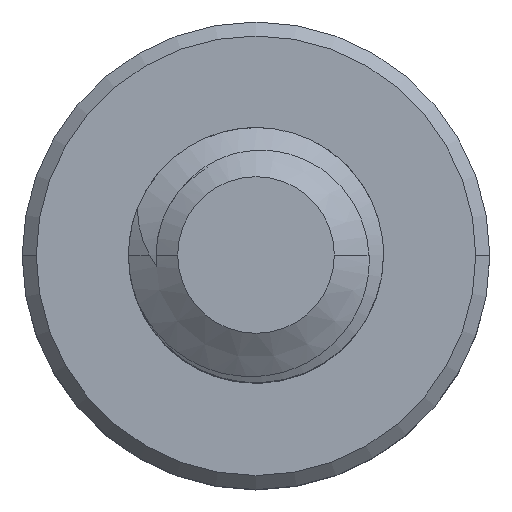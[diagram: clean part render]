
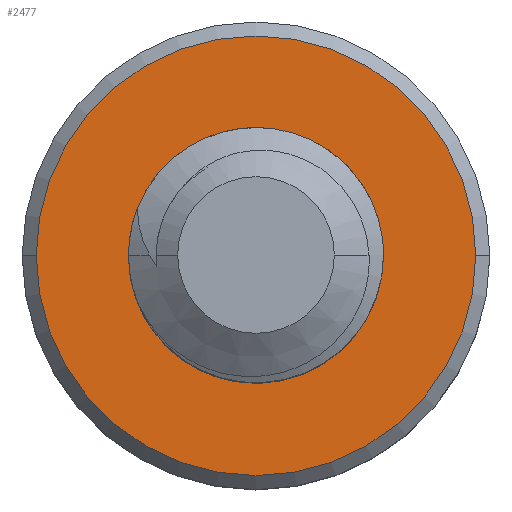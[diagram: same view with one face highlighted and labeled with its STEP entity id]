
A CAD part, top view. The second image highlights one B-rep face of the part: STEP entity #2477.
In plain terms, the highlighted planar face has unit normal (0, 0, 1).
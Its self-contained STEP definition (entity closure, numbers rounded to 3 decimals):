
#23 = DIRECTION ( 'NONE',  ( 1., 0., 0. ) ) ;
#36 = DIRECTION ( 'NONE',  ( 0., 0., 1. ) ) ;
#41 = CARTESIAN_POINT ( 'NONE',  ( 0., 0., -5. ) ) ;
#134 = CARTESIAN_POINT ( 'NONE',  ( 0., 0., -5. ) ) ;
#162 = ORIENTED_EDGE ( 'NONE', *, *, #756, .T. ) ;
#222 = CIRCLE ( 'NONE', #2387, 1.5 ) ;
#359 = PLANE ( 'NONE',  #1991 ) ;
#399 = DIRECTION ( 'NONE',  ( -1., 0., 0. ) ) ;
#424 = VERTEX_POINT ( 'NONE', #1743 ) ;
#466 = EDGE_CURVE ( 'NONE', #2038, #2922, #222, .T. ) ;
#552 = DIRECTION ( 'NONE',  ( 0., 0., 1. ) ) ;
#561 = CIRCLE ( 'NONE', #687, 2.585 ) ;
#607 = CARTESIAN_POINT ( 'NONE',  ( 0., 0., -5. ) ) ;
#615 = EDGE_CURVE ( 'NONE', #2922, #2038, #2062, .T. ) ;
#687 = AXIS2_PLACEMENT_3D ( 'NONE', #134, #1918, #399 ) ;
#756 = EDGE_CURVE ( 'NONE', #424, #1025, #2480, .T. ) ;
#796 = EDGE_LOOP ( 'NONE', ( #1487, #162 ) ) ;
#1025 = VERTEX_POINT ( 'NONE', #2275 ) ;
#1065 = ORIENTED_EDGE ( 'NONE', *, *, #615, .F. ) ;
#1472 = DIRECTION ( 'NONE',  ( 1., 0., 0. ) ) ;
#1487 = ORIENTED_EDGE ( 'NONE', *, *, #2639, .T. ) ;
#1525 = DIRECTION ( 'NONE',  ( 0., 0., 1. ) ) ;
#1545 = CARTESIAN_POINT ( 'NONE',  ( 0., 0., -5. ) ) ;
#1666 = FACE_OUTER_BOUND ( 'NONE', #796, .T. ) ;
#1720 = AXIS2_PLACEMENT_3D ( 'NONE', #41, #36, #23 ) ;
#1743 = CARTESIAN_POINT ( 'NONE',  ( 2.585, 0., -5. ) ) ;
#1788 = CARTESIAN_POINT ( 'NONE',  ( 0., 0., -5. ) ) ;
#1810 = CARTESIAN_POINT ( 'NONE',  ( 1.5, 0., -5. ) ) ;
#1826 = FACE_BOUND ( 'NONE', #2284, .T. ) ;
#1918 = DIRECTION ( 'NONE',  ( 0., 0., 1. ) ) ;
#1943 = AXIS2_PLACEMENT_3D ( 'NONE', #1788, #552, #3210 ) ;
#1991 = AXIS2_PLACEMENT_3D ( 'NONE', #607, #2364, #2615 ) ;
#2038 = VERTEX_POINT ( 'NONE', #2767 ) ;
#2062 = CIRCLE ( 'NONE', #1720, 1.5 ) ;
#2169 = ORIENTED_EDGE ( 'NONE', *, *, #466, .F. ) ;
#2275 = CARTESIAN_POINT ( 'NONE',  ( -2.585, 0., -5. ) ) ;
#2284 = EDGE_LOOP ( 'NONE', ( #1065, #2169 ) ) ;
#2364 = DIRECTION ( 'NONE',  ( 0., 0., -1. ) ) ;
#2387 = AXIS2_PLACEMENT_3D ( 'NONE', #1545, #1525, #1472 ) ;
#2477 = ADVANCED_FACE ( 'NONE', ( #1666, #1826 ), #359, .F. ) ;
#2480 = CIRCLE ( 'NONE', #1943, 2.585 ) ;
#2615 = DIRECTION ( 'NONE',  ( -1., 0., 0. ) ) ;
#2639 = EDGE_CURVE ( 'NONE', #1025, #424, #561, .T. ) ;
#2767 = CARTESIAN_POINT ( 'NONE',  ( -1.5, 0., -5. ) ) ;
#2922 = VERTEX_POINT ( 'NONE', #1810 ) ;
#3210 = DIRECTION ( 'NONE',  ( -1., 0., 0. ) ) ;
